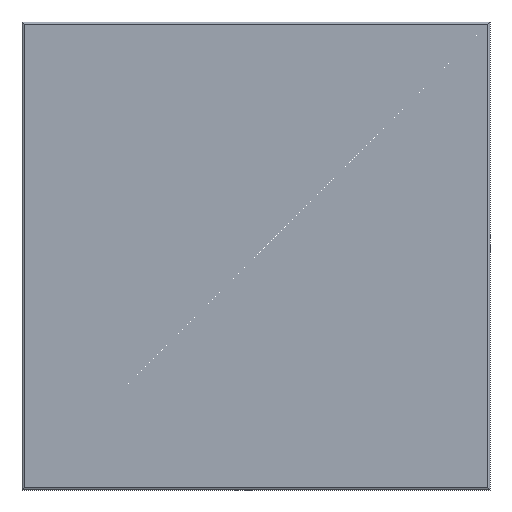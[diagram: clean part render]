
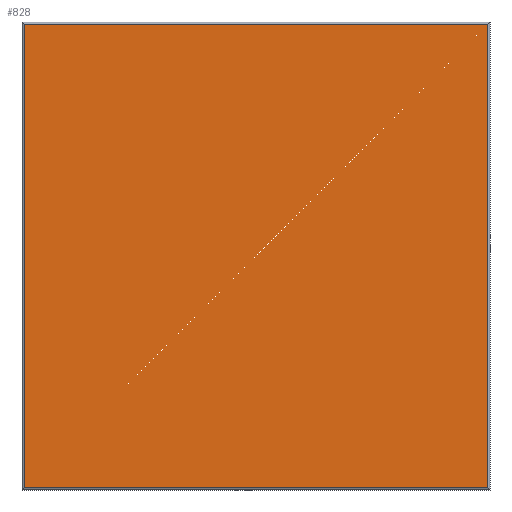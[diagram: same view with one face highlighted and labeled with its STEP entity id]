
A CAD part, front view. The second image highlights one B-rep face of the part: STEP entity #828.
In plain terms, the highlighted planar face has unit normal (0, -1, 0).
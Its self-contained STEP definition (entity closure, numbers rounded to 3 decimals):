
#190 = CYLINDRICAL_SURFACE('',#191,1.);
#191 = AXIS2_PLACEMENT_3D('',#192,#193,#194);
#192 = CARTESIAN_POINT('',(1.,-16.5,0.));
#193 = DIRECTION('',(0.,0.,1.));
#194 = DIRECTION('',(-1.,0.,0.));
#276 = CYLINDRICAL_SURFACE('',#277,1.);
#277 = AXIS2_PLACEMENT_3D('',#278,#279,#280);
#278 = CARTESIAN_POINT('',(0.,-16.5,1.));
#279 = DIRECTION('',(1.,0.,0.));
#280 = DIRECTION('',(0.,0.,-1.));
#395 = VERTEX_POINT('',#396);
#396 = CARTESIAN_POINT('',(1.,-17.5,1.));
#428 = EDGE_CURVE('',#395,#429,#431,.T.);
#429 = VERTEX_POINT('',#430);
#430 = CARTESIAN_POINT('',(1.,-17.5,199.));
#431 = SURFACE_CURVE('',#432,(#436,#443),.PCURVE_S1.);
#432 = LINE('',#433,#434);
#433 = CARTESIAN_POINT('',(1.,-17.5,0.));
#434 = VECTOR('',#435,1.);
#435 = DIRECTION('',(0.,0.,1.));
#436 = PCURVE('',#190,#437);
#437 = DEFINITIONAL_REPRESENTATION('',(#438),#442);
#438 = LINE('',#439,#440);
#439 = CARTESIAN_POINT('',(1.571,0.));
#440 = VECTOR('',#441,1.);
#441 = DIRECTION('',(0.,1.));
#442 = ( GEOMETRIC_REPRESENTATION_CONTEXT(2) 
PARAMETRIC_REPRESENTATION_CONTEXT() REPRESENTATION_CONTEXT('2D SPACE',''
  ) );
#443 = PCURVE('',#444,#449);
#444 = PLANE('',#445);
#445 = AXIS2_PLACEMENT_3D('',#446,#447,#448);
#446 = CARTESIAN_POINT('',(0.,-17.5,0.));
#447 = DIRECTION('',(0.,-1.,0.));
#448 = DIRECTION('',(1.,0.,0.));
#449 = DEFINITIONAL_REPRESENTATION('',(#450),#454);
#450 = LINE('',#451,#452);
#451 = CARTESIAN_POINT('',(1.,0.));
#452 = VECTOR('',#453,1.);
#453 = DIRECTION('',(0.,1.));
#454 = ( GEOMETRIC_REPRESENTATION_CONTEXT(2) 
PARAMETRIC_REPRESENTATION_CONTEXT() REPRESENTATION_CONTEXT('2D SPACE',''
  ) );
#476 = CYLINDRICAL_SURFACE('',#477,1.);
#477 = AXIS2_PLACEMENT_3D('',#478,#479,#480);
#478 = CARTESIAN_POINT('',(0.,-16.5,199.));
#479 = DIRECTION('',(1.,0.,0.));
#480 = DIRECTION('',(-0.,0.,1.));
#610 = CYLINDRICAL_SURFACE('',#611,1.);
#611 = AXIS2_PLACEMENT_3D('',#612,#613,#614);
#612 = CARTESIAN_POINT('',(199.,-16.5,0.));
#613 = DIRECTION('',(0.,0.,1.));
#614 = DIRECTION('',(1.,0.,-0.));
#686 = EDGE_CURVE('',#395,#687,#689,.T.);
#687 = VERTEX_POINT('',#688);
#688 = CARTESIAN_POINT('',(199.,-17.5,1.));
#689 = SURFACE_CURVE('',#690,(#694,#701),.PCURVE_S1.);
#690 = LINE('',#691,#692);
#691 = CARTESIAN_POINT('',(0.,-17.5,1.));
#692 = VECTOR('',#693,1.);
#693 = DIRECTION('',(1.,0.,0.));
#694 = PCURVE('',#276,#695);
#695 = DEFINITIONAL_REPRESENTATION('',(#696),#700);
#696 = LINE('',#697,#698);
#697 = CARTESIAN_POINT('',(-1.571,0.));
#698 = VECTOR('',#699,1.);
#699 = DIRECTION('',(-0.,1.));
#700 = ( GEOMETRIC_REPRESENTATION_CONTEXT(2) 
PARAMETRIC_REPRESENTATION_CONTEXT() REPRESENTATION_CONTEXT('2D SPACE',''
  ) );
#701 = PCURVE('',#444,#702);
#702 = DEFINITIONAL_REPRESENTATION('',(#703),#707);
#703 = LINE('',#704,#705);
#704 = CARTESIAN_POINT('',(0.,1.));
#705 = VECTOR('',#706,1.);
#706 = DIRECTION('',(1.,0.));
#707 = ( GEOMETRIC_REPRESENTATION_CONTEXT(2) 
PARAMETRIC_REPRESENTATION_CONTEXT() REPRESENTATION_CONTEXT('2D SPACE',''
  ) );
#828 = ADVANCED_FACE('',(#829),#444,.T.);
#829 = FACE_BOUND('',#830,.T.);
#830 = EDGE_LOOP('',(#831,#854,#855,#856));
#831 = ORIENTED_EDGE('',*,*,#832,.F.);
#832 = EDGE_CURVE('',#429,#833,#835,.T.);
#833 = VERTEX_POINT('',#834);
#834 = CARTESIAN_POINT('',(199.,-17.5,199.));
#835 = SURFACE_CURVE('',#836,(#840,#847),.PCURVE_S1.);
#836 = LINE('',#837,#838);
#837 = CARTESIAN_POINT('',(0.,-17.5,199.));
#838 = VECTOR('',#839,1.);
#839 = DIRECTION('',(1.,0.,0.));
#840 = PCURVE('',#444,#841);
#841 = DEFINITIONAL_REPRESENTATION('',(#842),#846);
#842 = LINE('',#843,#844);
#843 = CARTESIAN_POINT('',(0.,199.));
#844 = VECTOR('',#845,1.);
#845 = DIRECTION('',(1.,0.));
#846 = ( GEOMETRIC_REPRESENTATION_CONTEXT(2) 
PARAMETRIC_REPRESENTATION_CONTEXT() REPRESENTATION_CONTEXT('2D SPACE',''
  ) );
#847 = PCURVE('',#476,#848);
#848 = DEFINITIONAL_REPRESENTATION('',(#849),#853);
#849 = LINE('',#850,#851);
#850 = CARTESIAN_POINT('',(1.571,0.));
#851 = VECTOR('',#852,1.);
#852 = DIRECTION('',(0.,1.));
#853 = ( GEOMETRIC_REPRESENTATION_CONTEXT(2) 
PARAMETRIC_REPRESENTATION_CONTEXT() REPRESENTATION_CONTEXT('2D SPACE',''
  ) );
#854 = ORIENTED_EDGE('',*,*,#428,.F.);
#855 = ORIENTED_EDGE('',*,*,#686,.T.);
#856 = ORIENTED_EDGE('',*,*,#857,.T.);
#857 = EDGE_CURVE('',#687,#833,#858,.T.);
#858 = SURFACE_CURVE('',#859,(#863,#870),.PCURVE_S1.);
#859 = LINE('',#860,#861);
#860 = CARTESIAN_POINT('',(199.,-17.5,0.));
#861 = VECTOR('',#862,1.);
#862 = DIRECTION('',(0.,0.,1.));
#863 = PCURVE('',#444,#864);
#864 = DEFINITIONAL_REPRESENTATION('',(#865),#869);
#865 = LINE('',#866,#867);
#866 = CARTESIAN_POINT('',(199.,0.));
#867 = VECTOR('',#868,1.);
#868 = DIRECTION('',(0.,1.));
#869 = ( GEOMETRIC_REPRESENTATION_CONTEXT(2) 
PARAMETRIC_REPRESENTATION_CONTEXT() REPRESENTATION_CONTEXT('2D SPACE',''
  ) );
#870 = PCURVE('',#610,#871);
#871 = DEFINITIONAL_REPRESENTATION('',(#872),#876);
#872 = LINE('',#873,#874);
#873 = CARTESIAN_POINT('',(-1.571,0.));
#874 = VECTOR('',#875,1.);
#875 = DIRECTION('',(-0.,1.));
#876 = ( GEOMETRIC_REPRESENTATION_CONTEXT(2) 
PARAMETRIC_REPRESENTATION_CONTEXT() REPRESENTATION_CONTEXT('2D SPACE',''
  ) );
